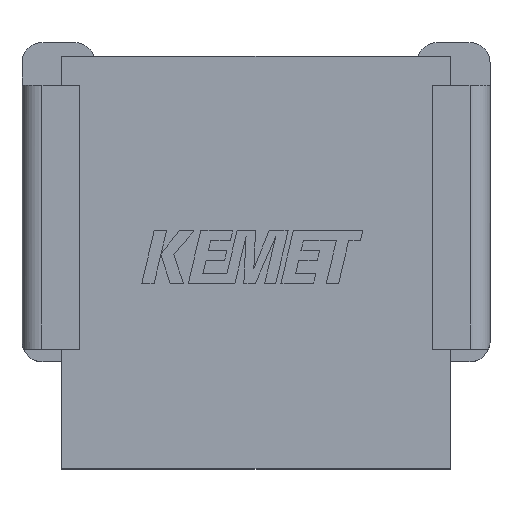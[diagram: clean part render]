
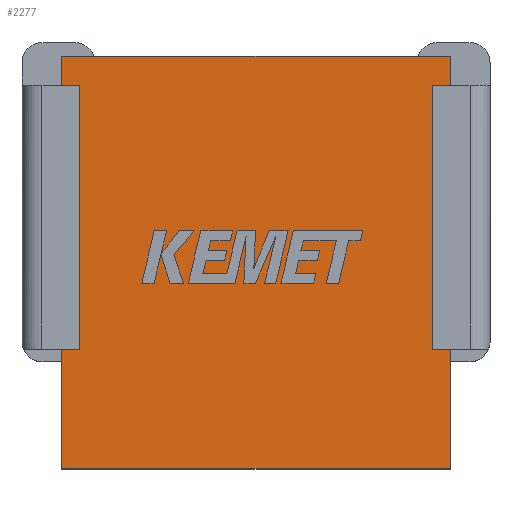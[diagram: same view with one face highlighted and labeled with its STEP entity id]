
A CAD part, top view. The second image highlights one B-rep face of the part: STEP entity #2277.
In plain terms, the highlighted planar face has unit normal (0, 0, 1).
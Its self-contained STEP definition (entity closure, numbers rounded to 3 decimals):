
#103 = ORIENTED_EDGE ( 'NONE', *, *, #547, .T. ) ;
#108 = DIRECTION ( 'NONE',  ( 0., 0., -1. ) ) ;
#137 = CARTESIAN_POINT ( 'NONE',  ( 4.9, 5.2, 0. ) ) ;
#248 = DIRECTION ( 'NONE',  ( 0., 1., 0. ) ) ;
#255 = CARTESIAN_POINT ( 'NONE',  ( 0., 1.509, 0. ) ) ;
#257 = CARTESIAN_POINT ( 'NONE',  ( 0., 5.2, 0. ) ) ;
#260 = CARTESIAN_POINT ( 'NONE',  ( 4.9, 1.509, 0. ) ) ;
#286 = VECTOR ( 'NONE', #2264, 1000. ) ;
#378 = DIRECTION ( 'NONE',  ( -1., 0., 0. ) ) ;
#429 = DIRECTION ( 'NONE',  ( 0., -1., 0. ) ) ;
#547 = EDGE_CURVE ( 'NONE', #1331, #1451, #3892, .T. ) ;
#594 = LINE ( 'NONE', #1654, #3729 ) ;
#688 = VERTEX_POINT ( 'NONE', #3636 ) ;
#693 = ORIENTED_EDGE ( 'NONE', *, *, #3785, .F. ) ;
#727 = VERTEX_POINT ( 'NONE', #3356 ) ;
#774 = CARTESIAN_POINT ( 'NONE',  ( 0., 4.837, 0. ) ) ;
#810 = EDGE_LOOP ( 'NONE', ( #2483, #1314, #930, #1062, #4199, #3116, #2626, #693, #2473, #3310, #103, #3447 ) ) ;
#862 = CARTESIAN_POINT ( 'NONE',  ( 4.675, 4.837, 0. ) ) ;
#930 = ORIENTED_EDGE ( 'NONE', *, *, #2898, .T. ) ;
#979 = PLANE ( 'NONE',  #4657 ) ;
#1062 = ORIENTED_EDGE ( 'NONE', *, *, #1367, .T. ) ;
#1248 = VECTOR ( 'NONE', #248, 1000. ) ;
#1314 = ORIENTED_EDGE ( 'NONE', *, *, #3781, .T. ) ;
#1331 = VERTEX_POINT ( 'NONE', #137 ) ;
#1362 = VECTOR ( 'NONE', #2907, 1000. ) ;
#1367 = EDGE_CURVE ( 'NONE', #2244, #1481, #2346, .T. ) ;
#1451 = VERTEX_POINT ( 'NONE', #1769 ) ;
#1481 = VERTEX_POINT ( 'NONE', #1727 ) ;
#1527 = VERTEX_POINT ( 'NONE', #2870 ) ;
#1654 = CARTESIAN_POINT ( 'NONE',  ( 0., 0., 0. ) ) ;
#1676 = CARTESIAN_POINT ( 'NONE',  ( 0., 0., 0. ) ) ;
#1727 = CARTESIAN_POINT ( 'NONE',  ( 0., 0., 0. ) ) ;
#1769 = CARTESIAN_POINT ( 'NONE',  ( 0., 5.2, 0. ) ) ;
#1897 = VERTEX_POINT ( 'NONE', #2676 ) ;
#1906 = CARTESIAN_POINT ( 'NONE',  ( 0., 0., 0. ) ) ;
#1974 = DIRECTION ( 'NONE',  ( 0., -1., 0. ) ) ;
#1982 = DIRECTION ( 'NONE',  ( 1., 0., 0. ) ) ;
#2007 = VERTEX_POINT ( 'NONE', #260 ) ;
#2084 = EDGE_CURVE ( 'NONE', #2556, #2007, #4397, .T. ) ;
#2244 = VERTEX_POINT ( 'NONE', #255 ) ;
#2247 = VECTOR ( 'NONE', #2515, 1000. ) ;
#2264 = DIRECTION ( 'NONE',  ( 0., -1., 0. ) ) ;
#2277 = ADVANCED_FACE ( 'NONE', ( #4272 ), #979, .F. ) ;
#2331 = VECTOR ( 'NONE', #3423, 1000. ) ;
#2346 = LINE ( 'NONE', #1676, #3457 ) ;
#2438 = CARTESIAN_POINT ( 'NONE',  ( 4.675, 1.509, 0. ) ) ;
#2473 = ORIENTED_EDGE ( 'NONE', *, *, #3102, .T. ) ;
#2483 = ORIENTED_EDGE ( 'NONE', *, *, #2642, .F. ) ;
#2515 = DIRECTION ( 'NONE',  ( -1., 0., 0. ) ) ;
#2556 = VERTEX_POINT ( 'NONE', #4408 ) ;
#2566 = CARTESIAN_POINT ( 'NONE',  ( 0.225, 4.837, 0. ) ) ;
#2626 = ORIENTED_EDGE ( 'NONE', *, *, #4634, .F. ) ;
#2642 = EDGE_CURVE ( 'NONE', #2964, #3980, #2917, .T. ) ;
#2658 = CARTESIAN_POINT ( 'NONE',  ( 0.225, 4.837, 0. ) ) ;
#2676 = CARTESIAN_POINT ( 'NONE',  ( 4.675, 1.509, 0. ) ) ;
#2733 = DIRECTION ( 'NONE',  ( 1., 0., 0. ) ) ;
#2755 = DIRECTION ( 'NONE',  ( 1., 0., 0. ) ) ;
#2870 = CARTESIAN_POINT ( 'NONE',  ( 4.9, 4.837, 0. ) ) ;
#2884 = VECTOR ( 'NONE', #2733, 1000. ) ;
#2898 = EDGE_CURVE ( 'NONE', #688, #2244, #4351, .T. ) ;
#2907 = DIRECTION ( 'NONE',  ( 0., 1., 0. ) ) ;
#2917 = LINE ( 'NONE', #4433, #3748 ) ;
#2957 = CARTESIAN_POINT ( 'NONE',  ( 4.9, 0., 0. ) ) ;
#2964 = VERTEX_POINT ( 'NONE', #2566 ) ;
#3102 = EDGE_CURVE ( 'NONE', #727, #1527, #3389, .T. ) ;
#3116 = ORIENTED_EDGE ( 'NONE', *, *, #2084, .T. ) ;
#3310 = ORIENTED_EDGE ( 'NONE', *, *, #3628, .T. ) ;
#3356 = CARTESIAN_POINT ( 'NONE',  ( 4.675, 4.837, 0. ) ) ;
#3389 = LINE ( 'NONE', #4144, #4014 ) ;
#3423 = DIRECTION ( 'NONE',  ( 0., -1., 0. ) ) ;
#3447 = ORIENTED_EDGE ( 'NONE', *, *, #3941, .T. ) ;
#3455 = DIRECTION ( 'NONE',  ( -1., 0., 0. ) ) ;
#3457 = VECTOR ( 'NONE', #1974, 1000. ) ;
#3515 = CARTESIAN_POINT ( 'NONE',  ( 4.9, 0., 0. ) ) ;
#3628 = EDGE_CURVE ( 'NONE', #1527, #1331, #3885, .T. ) ;
#3636 = CARTESIAN_POINT ( 'NONE',  ( 0.225, 1.509, 0. ) ) ;
#3656 = CARTESIAN_POINT ( 'NONE',  ( 0., 0., 0. ) ) ;
#3714 = LINE ( 'NONE', #2658, #4401 ) ;
#3729 = VECTOR ( 'NONE', #2755, 1000. ) ;
#3732 = DIRECTION ( 'NONE',  ( -1., 0., 0. ) ) ;
#3748 = VECTOR ( 'NONE', #3732, 1000. ) ;
#3758 = VECTOR ( 'NONE', #3455, 1000. ) ;
#3781 = EDGE_CURVE ( 'NONE', #2964, #688, #3714, .T. ) ;
#3785 = EDGE_CURVE ( 'NONE', #727, #1897, #4130, .T. ) ;
#3885 = LINE ( 'NONE', #3515, #1248 ) ;
#3892 = LINE ( 'NONE', #257, #3758 ) ;
#3941 = EDGE_CURVE ( 'NONE', #1451, #3980, #4100, .T. ) ;
#3980 = VERTEX_POINT ( 'NONE', #774 ) ;
#4014 = VECTOR ( 'NONE', #1982, 1000. ) ;
#4069 = CARTESIAN_POINT ( 'NONE',  ( 0.225, 1.509, 0. ) ) ;
#4100 = LINE ( 'NONE', #1906, #286 ) ;
#4130 = LINE ( 'NONE', #862, #2331 ) ;
#4144 = CARTESIAN_POINT ( 'NONE',  ( 4.675, 4.837, 0. ) ) ;
#4199 = ORIENTED_EDGE ( 'NONE', *, *, #4586, .T. ) ;
#4272 = FACE_OUTER_BOUND ( 'NONE', #810, .T. ) ;
#4351 = LINE ( 'NONE', #4069, #2247 ) ;
#4397 = LINE ( 'NONE', #2957, #1362 ) ;
#4401 = VECTOR ( 'NONE', #429, 1000. ) ;
#4408 = CARTESIAN_POINT ( 'NONE',  ( 4.9, 0., 0. ) ) ;
#4433 = CARTESIAN_POINT ( 'NONE',  ( 0.225, 4.837, 0. ) ) ;
#4577 = LINE ( 'NONE', #2438, #2884 ) ;
#4586 = EDGE_CURVE ( 'NONE', #1481, #2556, #594, .T. ) ;
#4634 = EDGE_CURVE ( 'NONE', #1897, #2007, #4577, .T. ) ;
#4657 = AXIS2_PLACEMENT_3D ( 'NONE', #3656, #108, #378 ) ;
